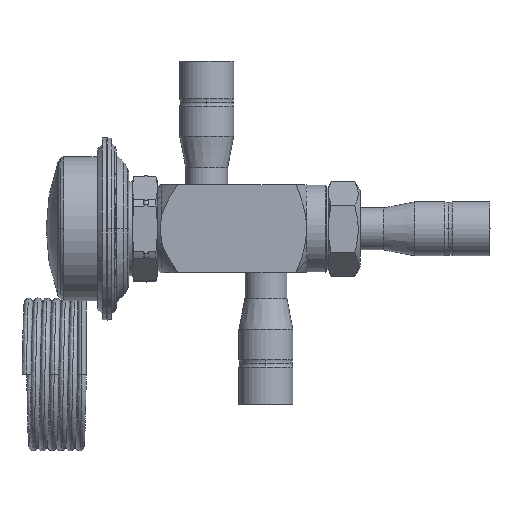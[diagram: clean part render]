
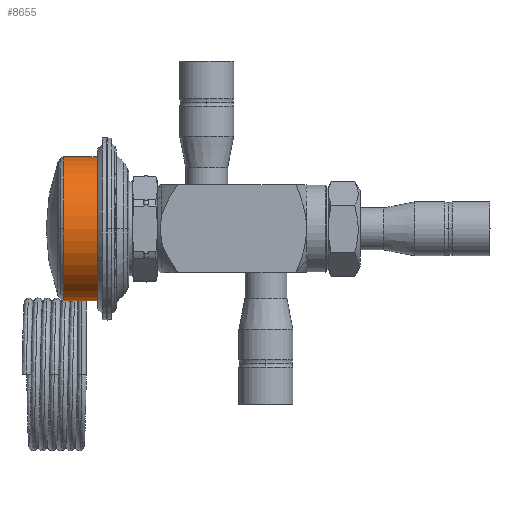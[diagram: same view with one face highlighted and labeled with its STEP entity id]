
A CAD part, left-side view. The second image highlights one B-rep face of the part: STEP entity #8655.
In plain terms, the highlighted cylindrical face has radius 19.456 mm (diameter 38.913 mm), a partial arc.
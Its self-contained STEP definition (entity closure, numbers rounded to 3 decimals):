
#2329=CARTESIAN_POINT('',(0.,7.582,0.));
#2330=DIRECTION('',(0.,-1.,0.));
#2331=DIRECTION('',(0.,0.,1.));
#2332=AXIS2_PLACEMENT_3D('',#2329,#2330,#2331);
#2334=CARTESIAN_POINT('',(0.,16.541,0.));
#2335=DIRECTION('',(0.,1.,0.));
#2336=DIRECTION('',(0.,0.,-1.));
#2337=AXIS2_PLACEMENT_3D('',#2334,#2335,#2336);
#2354=DIRECTION('',(0.,-1.,0.));
#2355=VECTOR('',#2354,8.959);
#2356=CARTESIAN_POINT('',(0.,16.541,
19.456));
#2357=LINE('',#2356,#2355);
#2358=DIRECTION('',(0.,-1.,0.));
#2359=VECTOR('',#2358,2.883);
#2360=CARTESIAN_POINT('',(0.,10.465,-19.456));
#2361=LINE('',#2360,#2359);
#2362=DIRECTION('',(0.,-1.,0.));
#2363=VECTOR('',#2362,3.714);
#2364=CARTESIAN_POINT('',(0.,16.541,
-19.456));
#2365=LINE('',#2364,#2363);
#2366=CARTESIAN_POINT('',(0.,16.541,0.));
#2367=DIRECTION('',(0.,1.,0.));
#2368=DIRECTION('',(-1.,0.,0.));
#2369=AXIS2_PLACEMENT_3D('',#2366,#2367,#2368);
#2421=CARTESIAN_POINT('',(0.,7.582,0.));
#2422=DIRECTION('',(0.,-1.,0.));
#2423=DIRECTION('',(-1.,0.,0.));
#2424=AXIS2_PLACEMENT_3D('',#2421,#2422,#2423);
#2445=CARTESIAN_POINT('',(0.,10.465,-19.456));
#2446=CARTESIAN_POINT('',(-0.051,10.465,-19.456));
#2447=CARTESIAN_POINT('',(-0.155,10.472,
-19.456));
#2448=CARTESIAN_POINT('',(-0.307,10.502,
-19.454));
#2449=CARTESIAN_POINT('',(-0.453,10.552,
-19.451));
#2450=CARTESIAN_POINT('',(-0.592,10.62,
-19.448));
#2451=CARTESIAN_POINT('',(-0.721,10.706,
-19.443));
#2452=CARTESIAN_POINT('',(-0.838,10.808,
-19.438));
#2453=CARTESIAN_POINT('',(-0.94,10.925,-19.434));
#2454=CARTESIAN_POINT('',(-1.026,11.054,
-19.429));
#2455=CARTESIAN_POINT('',(-1.094,11.193,
-19.426));
#2456=CARTESIAN_POINT('',(-1.144,11.339,
-19.423));
#2457=CARTESIAN_POINT('',(-1.174,11.491,
-19.421));
#2458=CARTESIAN_POINT('',(-1.181,11.594,
-19.421));
#2459=CARTESIAN_POINT('',(-1.181,11.646,
-19.421));
#2937=CARTESIAN_POINT('',(-1.181,11.646,
-19.421));
#2938=CARTESIAN_POINT('',(-1.181,11.693,
-19.421));
#2939=CARTESIAN_POINT('',(-1.175,11.789,
-19.421));
#2940=CARTESIAN_POINT('',(-1.15,11.929,
-19.422));
#2941=CARTESIAN_POINT('',(-1.107,12.066,
-19.425));
#2942=CARTESIAN_POINT('',(-1.048,12.196,
-19.428));
#2943=CARTESIAN_POINT('',(-0.974,12.319,
-19.432));
#2944=CARTESIAN_POINT('',(-0.886,12.431,
-19.436));
#2945=CARTESIAN_POINT('',(-0.785,12.532,
-19.441));
#2946=CARTESIAN_POINT('',(-0.673,12.62,
-19.445));
#2947=CARTESIAN_POINT('',(-0.55,12.694,
-19.449));
#2948=CARTESIAN_POINT('',(-0.42,12.753,
-19.452));
#2949=CARTESIAN_POINT('',(-0.283,12.795,
-19.455));
#2950=CARTESIAN_POINT('',(-0.143,12.821,
-19.456));
#2951=CARTESIAN_POINT('',(-0.048,12.827,-19.456));
#2952=CARTESIAN_POINT('',(0.,12.827,-19.456));
#5745=CARTESIAN_POINT('',(-19.456,16.541,
0.));
#5747=VERTEX_POINT('',#5745);
#5943=CARTESIAN_POINT('',(-19.456,7.582,0.));
#5944=VERTEX_POINT('',#5943);
#5949=CARTESIAN_POINT('',(0.,16.541,
-19.456));
#5950=CARTESIAN_POINT('',(0.,12.827,-19.456));
#5951=VERTEX_POINT('',#5949);
#5952=VERTEX_POINT('',#5950);
#5953=CARTESIAN_POINT('',(0.,10.465,-19.456));
#5954=CARTESIAN_POINT('',(0.,7.582,-19.456));
#5955=VERTEX_POINT('',#5953);
#5956=VERTEX_POINT('',#5954);
#5957=CARTESIAN_POINT('',(0.,16.541,
19.456));
#5958=CARTESIAN_POINT('',(0.,7.582,19.456));
#5959=VERTEX_POINT('',#5957);
#5960=VERTEX_POINT('',#5958);
#6093=VERTEX_POINT('',#2937);
#8635=CARTESIAN_POINT('',(0.,12.061,0.));
#8636=DIRECTION('',(0.,-1.,0.));
#8637=DIRECTION('',(0.,0.,-1.));
#8638=AXIS2_PLACEMENT_3D('',#8635,#8636,#8637);
#8639=CYLINDRICAL_SURFACE('',#8638,19.456);
#8641=ORIENTED_EDGE('',*,*,#8640,.T.);
#8642=ORIENTED_EDGE('',*,*,#8611,.T.);
#8643=ORIENTED_EDGE('',*,*,#8588,.T.);
#8645=ORIENTED_EDGE('',*,*,#8644,.T.);
#8646=ORIENTED_EDGE('',*,*,#8606,.F.);
#8648=ORIENTED_EDGE('',*,*,#8647,.T.);
#8650=ORIENTED_EDGE('',*,*,#8649,.T.);
#8651=ORIENTED_EDGE('',*,*,#8600,.F.);
#8652=ORIENTED_EDGE('',*,*,#8623,.T.);
#8653=EDGE_LOOP('',(#8641,#8642,#8643,#8645,#8646,#8648,#8650,#8651,#8652));
#8654=FACE_OUTER_BOUND('',#8653,.F.);
#8655=ADVANCED_FACE('',(#8654),#8639,.T.);
#2333=CIRCLE('',#2332,19.456);
#2338=CIRCLE('',#2337,19.456);
#2370=CIRCLE('',#2369,19.456);
#2425=CIRCLE('',#2424,19.456);
#2460=B_SPLINE_CURVE_WITH_KNOTS('',3,(#2445,#2446,#2447,#2448,#2449,#2450,#2451,
#2452,#2453,#2454,#2455,#2456,#2457,#2458,#2459),.UNSPECIFIED.,.F.,.F.,(4,1,1,1,
1,1,1,1,1,1,1,1,4),(0.,0.083,0.167,0.25,
0.333,0.417,0.5,0.583,0.667,
0.75,0.833,0.917,1.),.UNSPECIFIED.);
#2953=B_SPLINE_CURVE_WITH_KNOTS('',3,(#2937,#2938,#2939,#2940,#2941,#2942,#2943,
#2944,#2945,#2946,#2947,#2948,#2949,#2950,#2951,#2952),.UNSPECIFIED.,.F.,.F.,(4,
1,1,1,1,1,1,1,1,1,1,1,1,4),(0.,0.077,0.154,
0.231,0.308,0.385,0.462,
0.538,0.615,0.692,0.769,
0.846,0.923,1.),.UNSPECIFIED.);
#8588=EDGE_CURVE('',#5960,#5944,#2333,.T.);
#8600=EDGE_CURVE('',#5951,#5952,#2365,.T.);
#8606=EDGE_CURVE('',#5955,#5956,#2361,.T.);
#8611=EDGE_CURVE('',#5959,#5960,#2357,.T.);
#8623=EDGE_CURVE('',#5951,#5747,#2338,.T.);
#8640=EDGE_CURVE('',#5747,#5959,#2370,.T.);
#8644=EDGE_CURVE('',#5944,#5956,#2425,.T.);
#8647=EDGE_CURVE('',#5955,#6093,#2460,.T.);
#8649=EDGE_CURVE('',#6093,#5952,#2953,.T.);
